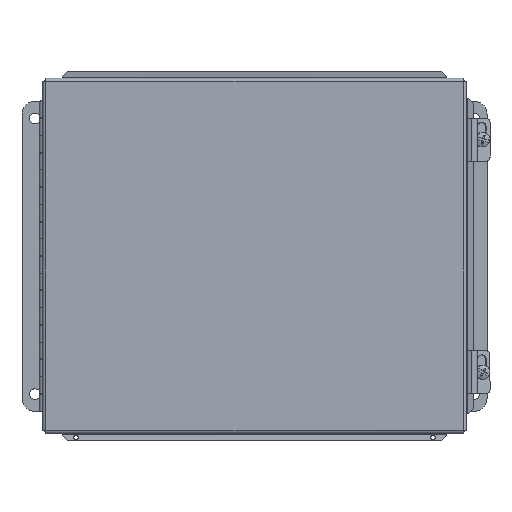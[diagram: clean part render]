
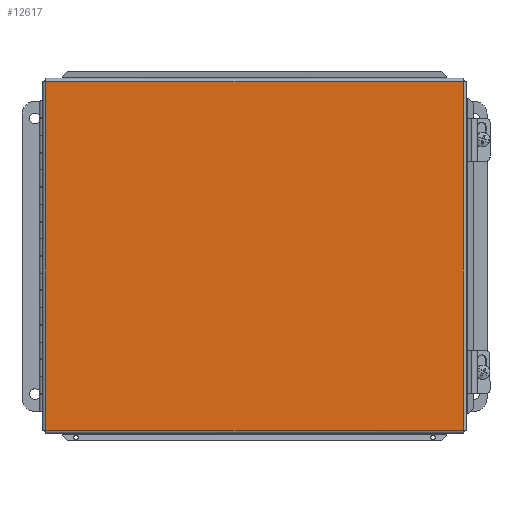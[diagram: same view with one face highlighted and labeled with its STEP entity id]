
A CAD part, top view. The second image highlights one B-rep face of the part: STEP entity #12617.
In plain terms, the highlighted face is planar.
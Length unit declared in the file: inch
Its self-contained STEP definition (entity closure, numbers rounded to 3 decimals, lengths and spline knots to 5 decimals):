
#11936=CARTESIAN_POINT('',(12.21675,0.09325,0.));
#11937=VERTEX_POINT('',#11936);
#11948=CARTESIAN_POINT('',(12.21675,10.21675,0.));
#11949=VERTEX_POINT('',#11948);
#11950=CARTESIAN_POINT('',(12.21675,10.21675,0.));
#11951=DIRECTION('',(0.0,-1.0,0.0));
#11952=VECTOR('',#11951,10.1235);
#11953=LINE('',#11950,#11952);
#11954=EDGE_CURVE('',#11949,#11937,#11953,.T.);
#12114=CARTESIAN_POINT('',(0.09325,0.09325,0.));
#12115=VERTEX_POINT('',#12114);
#12126=CARTESIAN_POINT('',(12.21675,0.09325,0.));
#12127=DIRECTION('',(-1.0,0.0,0.0));
#12128=VECTOR('',#12127,12.1235);
#12129=LINE('',#12126,#12128);
#12130=EDGE_CURVE('',#11937,#12115,#12129,.T.);
#12283=CARTESIAN_POINT('',(0.09325,10.21675,0.));
#12284=VERTEX_POINT('',#12283);
#12295=CARTESIAN_POINT('',(0.09325,0.09325,0.));
#12296=DIRECTION('',(0.0,1.0,0.0));
#12297=VECTOR('',#12296,10.1235);
#12298=LINE('',#12295,#12297);
#12299=EDGE_CURVE('',#12115,#12284,#12298,.T.);
#12462=CARTESIAN_POINT('',(0.09325,10.21675,0.));
#12463=DIRECTION('',(1.0,0.0,0.0));
#12464=VECTOR('',#12463,12.1235);
#12465=LINE('',#12462,#12464);
#12466=EDGE_CURVE('',#12284,#11949,#12465,.T.);
#12606=CARTESIAN_POINT('',(6.155,5.155,0.));
#12607=DIRECTION('',(0.0,0.0,1.0));
#12608=DIRECTION('',(1.0,0.0,0.0));
#12609=AXIS2_PLACEMENT_3D('',#12606,#12607,#12608);
#12610=PLANE('',#12609);
#12611=ORIENTED_EDGE('',*,*,#11954,.T.);
#12612=ORIENTED_EDGE('',*,*,#12130,.T.);
#12613=ORIENTED_EDGE('',*,*,#12299,.T.);
#12614=ORIENTED_EDGE('',*,*,#12466,.T.);
#12615=EDGE_LOOP('',(#12611,#12612,#12613,#12614));
#12616=FACE_OUTER_BOUND('',#12615,.T.);
#12617=ADVANCED_FACE('',(#12616),#12610,.F.);
